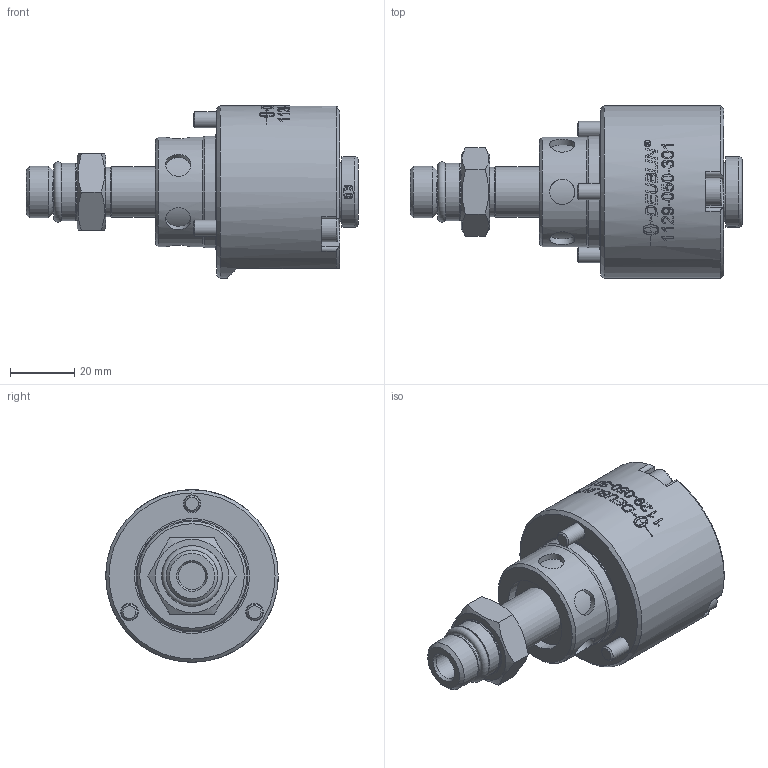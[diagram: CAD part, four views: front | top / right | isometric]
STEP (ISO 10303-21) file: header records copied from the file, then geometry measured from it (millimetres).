
FILE_DESCRIPTION(/* description */ (''),/* implementation_level */ '2;1');
FILE_NAME(/* name */ '1129-050-301-IC.stp',/* time_stamp */ '2020-05-15T13:31:11-05:00',/* author */ ('Moorera'),/* organization */ (''),/* preprocessor_version */ 'ST-DEVELOPER v18.1',/* originating_system */ 'Autodesk Inventor 2020',/* authorisation */ '');
FILE_SCHEMA (('AUTOMOTIVE_DESIGN { 1 0 10303 214 3 1 1 }'));
Length unit declared in the file: millimetre
Products named in the file (1): 1129-050-301-IC
Bounding box: 103.35 x 53.7 x 53.7 mm (x, y, z)
Volume: 107407.6 mm3; surface area: 24226.6 mm2
Topology: 2 solids, 3 shells, 557 faces, 1519 edges, 1032 vertices
Faces by surface type: plane 289, bspline 128, cylinder 105, cone 25, torus 10
Full cylindrical faces by diameter (mm): 3.36 x1, 5 x3, 5.5 x3, 7.9 x6, 8.25 x1, 8.5 x4, 13.5 x2, 14.7 x1, 14.95 x2, 15.3 x1, 15.863 x1, 16 x1, 17.991 x1, 18.35 x1, 22 x1, 23.4 x1, 34.1 x1, 34.82 x1, 35.8 x1, 53.7 x1
Entity records: 22202 total; most frequent: CARTESIAN_POINT 8280, ORIENTED_EDGE 3030, DIRECTION 2582, EDGE_CURVE 1515, VERTEX_POINT 1032, AXIS2_PLACEMENT_3D 986, EDGE_LOOP 629, LINE 610
